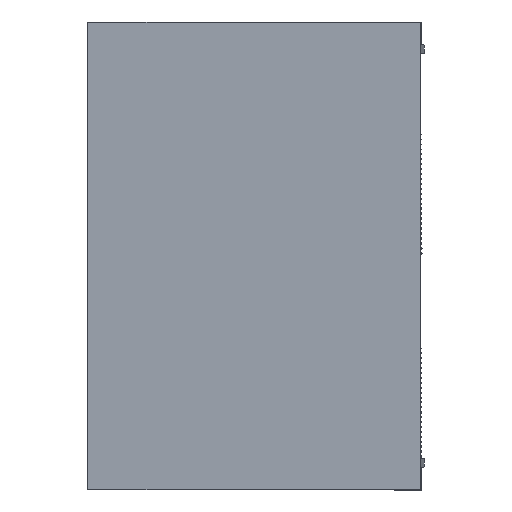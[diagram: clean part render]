
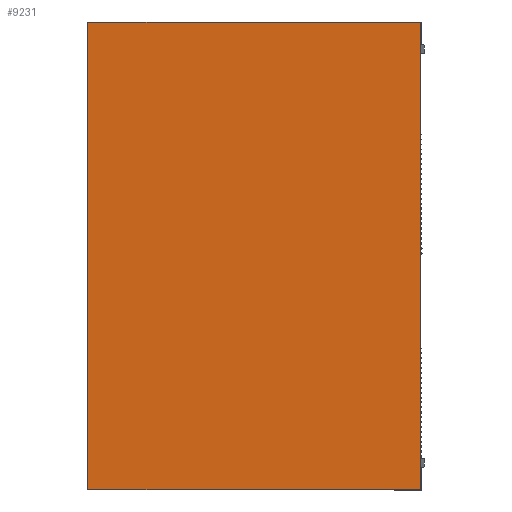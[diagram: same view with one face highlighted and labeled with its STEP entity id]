
A CAD part, left-side view. The second image highlights one B-rep face of the part: STEP entity #9231.
In plain terms, the highlighted planar face has unit normal (-0.998, 0.07, 0).
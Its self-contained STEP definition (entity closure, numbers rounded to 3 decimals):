
#308 = VERTEX_POINT ( 'NONE', #2894 ) ;
#716 = CARTESIAN_POINT ( 'NONE',  ( 0., 0., 0. ) ) ;
#767 = CARTESIAN_POINT ( 'NONE',  ( 0., 0., 450. ) ) ;
#886 = EDGE_CURVE ( 'NONE', #9579, #1277, #11840, .T. ) ;
#1277 = VERTEX_POINT ( 'NONE', #767 ) ;
#1300 = PLANE ( 'NONE',  #1464 ) ;
#1464 = AXIS2_PLACEMENT_3D ( 'NONE', #4435, #2614, #6628 ) ;
#2614 = DIRECTION ( 'NONE',  ( 0.998, -0.07, 0. ) ) ;
#2894 = CARTESIAN_POINT ( 'NONE',  ( 22.377, 320., 0. ) ) ;
#3378 = CARTESIAN_POINT ( 'NONE',  ( 22.377, 320., 450. ) ) ;
#3550 = LINE ( 'NONE', #716, #5090 ) ;
#3837 = CARTESIAN_POINT ( 'NONE',  ( 0., 0., 450. ) ) ;
#4202 = FACE_OUTER_BOUND ( 'NONE', #10002, .T. ) ;
#4435 = CARTESIAN_POINT ( 'NONE',  ( 0., 0., 450. ) ) ;
#4525 = DIRECTION ( 'NONE',  ( -0.07, -0.998, 0. ) ) ;
#4754 = CARTESIAN_POINT ( 'NONE',  ( 0., 0., 0. ) ) ;
#4757 = VECTOR ( 'NONE', #11202, 1000. ) ;
#4769 = VECTOR ( 'NONE', #10135, 1000. ) ;
#5002 = VECTOR ( 'NONE', #9839, 1000. ) ;
#5090 = VECTOR ( 'NONE', #4525, 1000. ) ;
#6628 = DIRECTION ( 'NONE',  ( 0.07, 0.998, 0. ) ) ;
#8830 = CARTESIAN_POINT ( 'NONE',  ( 22.377, 320., 450. ) ) ;
#9081 = EDGE_CURVE ( 'NONE', #1277, #9878, #12373, .T. ) ;
#9231 = ADVANCED_FACE ( 'NONE', ( #4202 ), #1300, .F. ) ;
#9579 = VERTEX_POINT ( 'NONE', #8830 ) ;
#9777 = ORIENTED_EDGE ( 'NONE', *, *, #11928, .T. ) ;
#9839 = DIRECTION ( 'NONE',  ( -0.07, -0.998, 0. ) ) ;
#9878 = VERTEX_POINT ( 'NONE', #4754 ) ;
#10002 = EDGE_LOOP ( 'NONE', ( #9777, #10510, #11240, #11728 ) ) ;
#10135 = DIRECTION ( 'NONE',  ( 0., 0., -1. ) ) ;
#10417 = LINE ( 'NONE', #3378, #4757 ) ;
#10510 = ORIENTED_EDGE ( 'NONE', *, *, #9081, .F. ) ;
#10684 = EDGE_CURVE ( 'NONE', #9579, #308, #10417, .T. ) ;
#11202 = DIRECTION ( 'NONE',  ( 0., 0., -1. ) ) ;
#11240 = ORIENTED_EDGE ( 'NONE', *, *, #886, .F. ) ;
#11728 = ORIENTED_EDGE ( 'NONE', *, *, #10684, .T. ) ;
#11840 = LINE ( 'NONE', #3837, #5002 ) ;
#11928 = EDGE_CURVE ( 'NONE', #308, #9878, #3550, .T. ) ;
#12309 = CARTESIAN_POINT ( 'NONE',  ( 0., 0., 450. ) ) ;
#12373 = LINE ( 'NONE', #12309, #4769 ) ;
